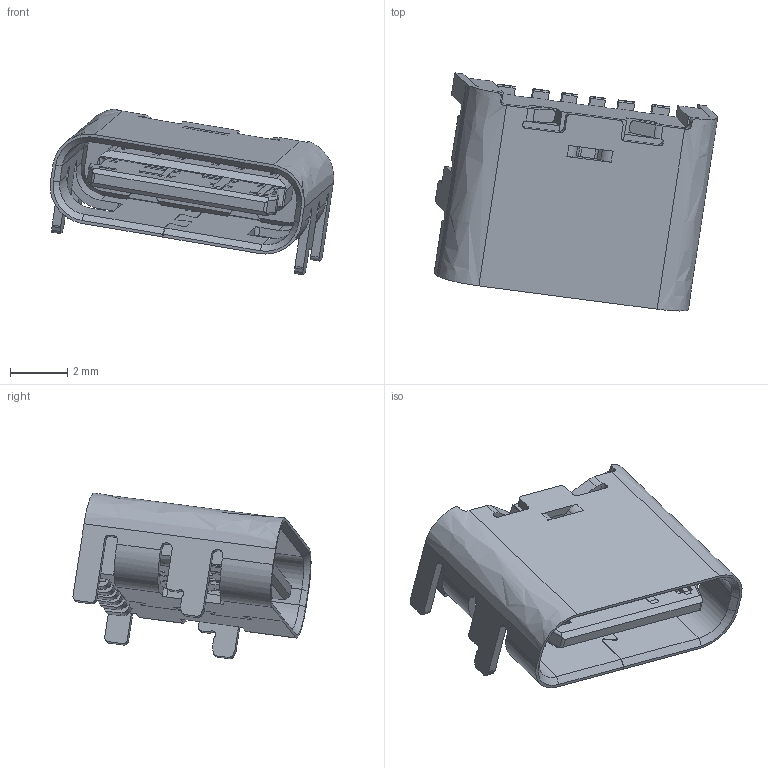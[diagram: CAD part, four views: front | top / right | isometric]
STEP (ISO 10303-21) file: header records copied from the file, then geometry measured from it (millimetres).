
FILE_DESCRIPTION (( 'STEP AP203' ), '1' );
FILE_NAME ('6pin 啣奻倰侐褐脣啣L6.8.STEP', '2024-11-19T08:15:50', ( 'admin' ), ( '' ), 'SwSTEP 2.0', 'SolidWorks 2022', '' );
FILE_SCHEMA (( 'CONFIG_CONTROL_DESIGN' ));
Length unit declared in the file: millimetre
Products named in the file (3): 6pin 板上型四脚插板L6.8; 6pin 板上型四脚插板L6.8.IGS; 6PIN-MOLDING板上四脚插板（带中隔片）.IGS
Assembly tree (2 placements, depth 3):
  6pin 板上型四脚插板L6.8
    6pin 板上型四脚插板L6.8.IGS
      6PIN-MOLDING板上四脚插板（带中隔片）.IGS
Bounding box: 9.87 x 8.29 x 5.77 mm (x, y, z)
Volume: 89.9 mm3; surface area: 432.9 mm2
Topology: 1 solids, 1 shells, 614 faces, 1846 edges, 1220 vertices
Faces by surface type: bspline 614
Entity records: 20109 total; most frequent: CARTESIAN_POINT 8977, ORIENTED_EDGE 3692, EDGE_CURVE 1846, B_SPLINE_CURVE_WITH_KNOTS 1701, VERTEX_POINT 1220, EDGE_LOOP 636, ADVANCED_FACE 614, FACE_OUTER_BOUND 614
